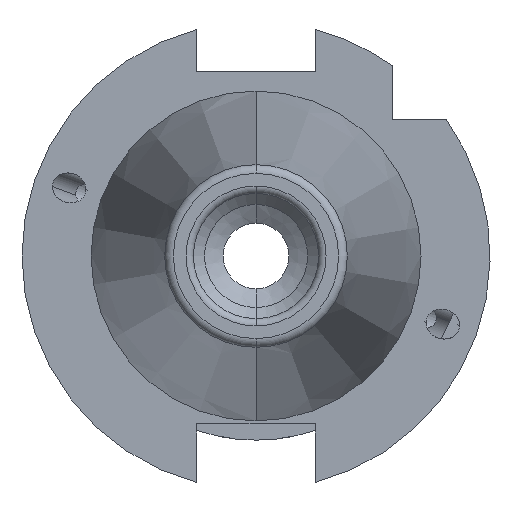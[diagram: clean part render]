
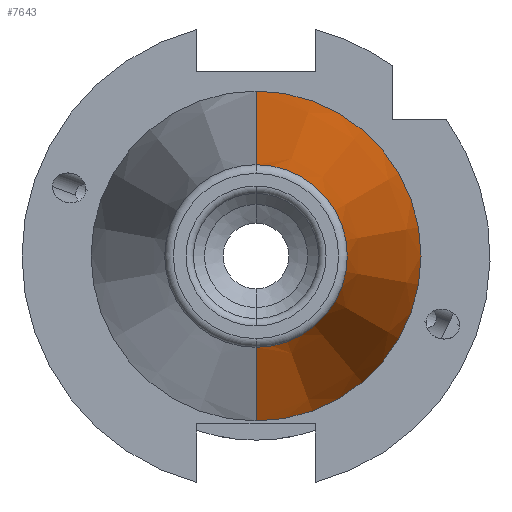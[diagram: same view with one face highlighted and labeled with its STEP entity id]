
A CAD part, left-side view. The second image highlights one B-rep face of the part: STEP entity #7643.
In plain terms, the highlighted conical face has half-angle 8.297 degrees and reference radius 22.4 mm.
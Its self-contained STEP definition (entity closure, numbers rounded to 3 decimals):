
#836 = EDGE_CURVE ( 'NONE', #6513, #8721, #1188, .T. ) ;
#1001 = CARTESIAN_POINT ( 'NONE',  ( 1.2, 0., 0. ) ) ;
#1170 = VECTOR ( 'NONE', #9801, 1000. ) ;
#1188 = LINE ( 'NONE', #9961, #1170 ) ;
#1353 = CARTESIAN_POINT ( 'NONE',  ( 1.2, 0., 0. ) ) ;
#1750 = DIRECTION ( 'NONE',  ( 1., 0., 0. ) ) ;
#1854 = DIRECTION ( 'NONE',  ( 0.99, 0., 0.144 ) ) ;
#1928 = DIRECTION ( 'NONE',  ( 1., 0., 0. ) ) ;
#2094 = DIRECTION ( 'NONE',  ( 0., 0., 1. ) ) ;
#2292 = AXIS2_PLACEMENT_3D ( 'NONE', #6567, #1928, #7346 ) ;
#3106 = FACE_OUTER_BOUND ( 'NONE', #6687, .T. ) ;
#3323 = CARTESIAN_POINT ( 'NONE',  ( 1.2, 0., -22.4 ) ) ;
#3772 = CIRCLE ( 'NONE', #2292, 12.4 ) ;
#3952 = EDGE_CURVE ( 'NONE', #8721, #8584, #7382, .T. ) ;
#4334 = AXIS2_PLACEMENT_3D ( 'NONE', #1353, #6730, #2094 ) ;
#5566 = LINE ( 'NONE', #8811, #8630 ) ;
#6192 = CONICAL_SURFACE ( 'NONE', #8816, 22.4, 0.145 ) ;
#6225 = ORIENTED_EDGE ( 'NONE', *, *, #7660, .F. ) ;
#6346 = ORIENTED_EDGE ( 'NONE', *, *, #7278, .T. ) ;
#6427 = DIRECTION ( 'NONE',  ( 0., 0., -1. ) ) ;
#6513 = VERTEX_POINT ( 'NONE', #7623 ) ;
#6567 = CARTESIAN_POINT ( 'NONE',  ( -67.373, 0., 0. ) ) ;
#6687 = EDGE_LOOP ( 'NONE', ( #6225, #6346, #9703, #9121 ) ) ;
#6730 = DIRECTION ( 'NONE',  ( -1., 0., 0. ) ) ;
#7278 = EDGE_CURVE ( 'NONE', #8098, #6513, #3772, .T. ) ;
#7346 = DIRECTION ( 'NONE',  ( 0., 0., 1. ) ) ;
#7382 = CIRCLE ( 'NONE', #4334, 22.4 ) ;
#7623 = CARTESIAN_POINT ( 'NONE',  ( -67.373, 0., -12.4 ) ) ;
#7643 = ADVANCED_FACE ( 'NONE', ( #3106 ), #6192, .T. ) ;
#7660 = EDGE_CURVE ( 'NONE', #8098, #8584, #5566, .T. ) ;
#7998 = CARTESIAN_POINT ( 'NONE',  ( 1.2, 0., 22.4 ) ) ;
#8098 = VERTEX_POINT ( 'NONE', #9323 ) ;
#8584 = VERTEX_POINT ( 'NONE', #7998 ) ;
#8630 = VECTOR ( 'NONE', #1854, 1000. ) ;
#8721 = VERTEX_POINT ( 'NONE', #3323 ) ;
#8811 = CARTESIAN_POINT ( 'NONE',  ( 1.2, 0., 22.4 ) ) ;
#8816 = AXIS2_PLACEMENT_3D ( 'NONE', #1001, #1750, #6427 ) ;
#9121 = ORIENTED_EDGE ( 'NONE', *, *, #3952, .T. ) ;
#9323 = CARTESIAN_POINT ( 'NONE',  ( -67.373, 0., 12.4 ) ) ;
#9703 = ORIENTED_EDGE ( 'NONE', *, *, #836, .T. ) ;
#9801 = DIRECTION ( 'NONE',  ( 0.99, 0., -0.144 ) ) ;
#9961 = CARTESIAN_POINT ( 'NONE',  ( 1.2, 0., -22.4 ) ) ;
